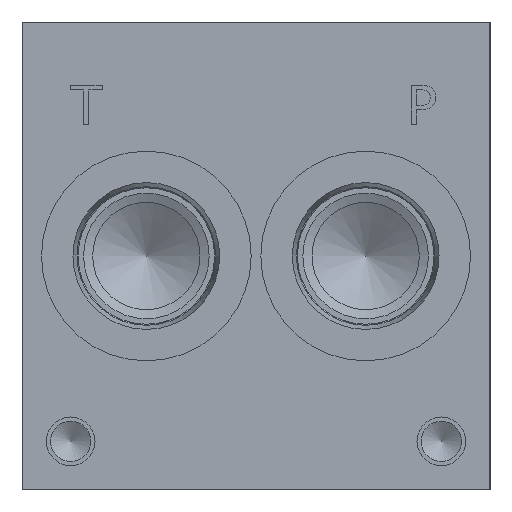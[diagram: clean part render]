
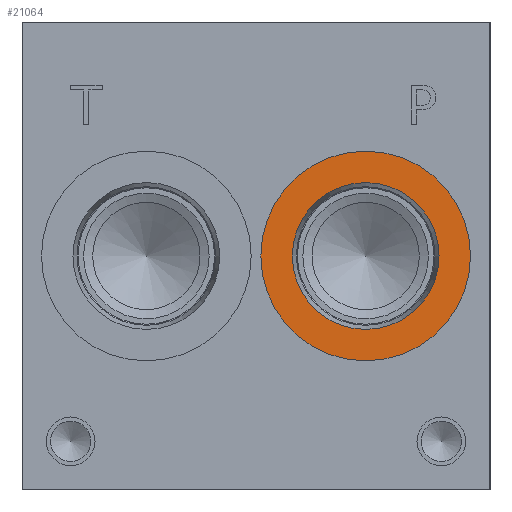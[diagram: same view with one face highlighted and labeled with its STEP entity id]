
A CAD part, left-side view. The second image highlights one B-rep face of the part: STEP entity #21064.
In plain terms, the highlighted planar face has unit normal (-1, 0, 0).
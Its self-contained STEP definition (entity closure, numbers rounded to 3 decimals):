
#783=CIRCLE('',#22356,17.069);
#784=CIRCLE('',#22357,17.069);
#785=CIRCLE('',#22359,11.951);
#786=CIRCLE('',#22360,11.951);
#1239=FACE_BOUND('',#4004,.T.);
#1800=PLANE('',#22358);
#2761=FACE_OUTER_BOUND('',#4003,.T.);
#4003=EDGE_LOOP('',(#18233,#18234));
#4004=EDGE_LOOP('',(#18235,#18236));
#9905=VERTEX_POINT('',#36322);
#9906=VERTEX_POINT('',#36324);
#9907=VERTEX_POINT('',#36328);
#9908=VERTEX_POINT('',#36329);
#12787=EDGE_CURVE('',#9905,#9906,#783,.T.);
#12788=EDGE_CURVE('',#9906,#9905,#784,.T.);
#12789=EDGE_CURVE('',#9907,#9908,#785,.T.);
#12790=EDGE_CURVE('',#9908,#9907,#786,.T.);
#18233=ORIENTED_EDGE('',*,*,#12788,.F.);
#18234=ORIENTED_EDGE('',*,*,#12787,.F.);
#18235=ORIENTED_EDGE('',*,*,#12789,.T.);
#18236=ORIENTED_EDGE('',*,*,#12790,.T.);
#21064=ADVANCED_FACE('',(#2761,#1239),#1800,.F.);
#22356=AXIS2_PLACEMENT_3D('',#36325,#26606,#26607);
#22357=AXIS2_PLACEMENT_3D('',#36326,#26608,#26609);
#22358=AXIS2_PLACEMENT_3D('',#36327,#26610,#26611);
#22359=AXIS2_PLACEMENT_3D('',#36330,#26612,#26613);
#22360=AXIS2_PLACEMENT_3D('',#36331,#26614,#26615);
#26606=DIRECTION('center_axis',(1.,0.,0.));
#26607=DIRECTION('ref_axis',(0.,0.,-1.));
#26608=DIRECTION('center_axis',(1.,0.,0.));
#26609=DIRECTION('ref_axis',(0.,0.,-1.));
#26610=DIRECTION('center_axis',(1.,0.,0.));
#26611=DIRECTION('ref_axis',(0.,0.,-1.));
#26612=DIRECTION('center_axis',(1.,0.,0.));
#26613=DIRECTION('ref_axis',(0.,0.,-1.));
#26614=DIRECTION('center_axis',(1.,0.,0.));
#26615=DIRECTION('ref_axis',(0.,0.,-1.));
#36322=CARTESIAN_POINT('',(0.787,20.244,21.031));
#36324=CARTESIAN_POINT('',(0.787,20.244,55.169));
#36325=CARTESIAN_POINT('Origin',(0.787,20.244,38.1));
#36326=CARTESIAN_POINT('Origin',(0.787,20.244,38.1));
#36327=CARTESIAN_POINT('Origin',(0.787,20.244,50.051));
#36328=CARTESIAN_POINT('',(0.787,20.244,50.051));
#36329=CARTESIAN_POINT('',(0.787,20.244,26.149));
#36330=CARTESIAN_POINT('Origin',(0.787,20.244,38.1));
#36331=CARTESIAN_POINT('Origin',(0.787,20.244,38.1));
